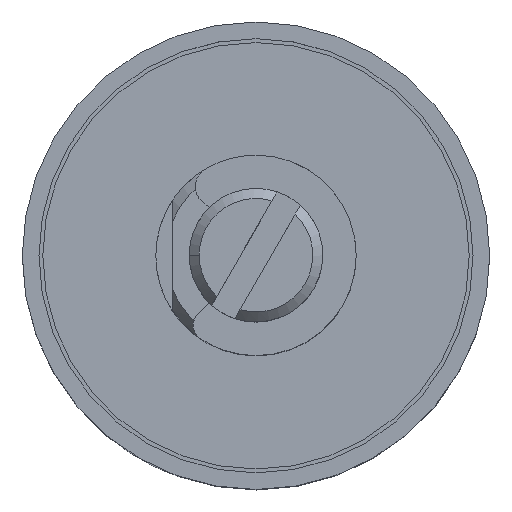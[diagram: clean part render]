
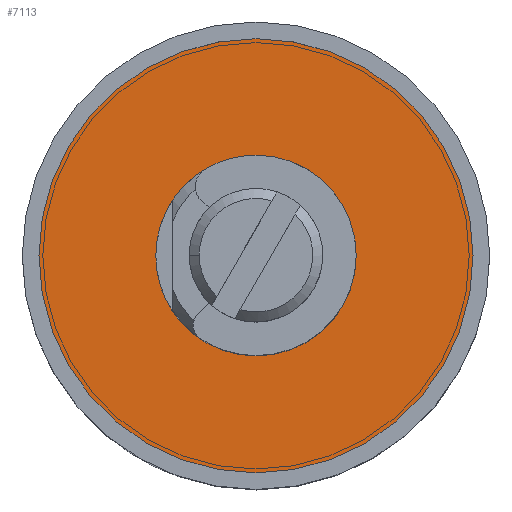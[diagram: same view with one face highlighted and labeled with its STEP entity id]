
A CAD part, top view. The second image highlights one B-rep face of the part: STEP entity #7113.
In plain terms, the highlighted planar face has unit normal (0, 0, 1).
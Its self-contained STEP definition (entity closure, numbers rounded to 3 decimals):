
#267 = VERTEX_POINT ( 'NONE', #479 ) ;
#375 = VERTEX_POINT ( 'NONE', #1398 ) ;
#417 = CARTESIAN_POINT ( 'NONE',  ( 3., 0., 0.5 ) ) ;
#479 = CARTESIAN_POINT ( 'NONE',  ( 6.5, 0., 0.5 ) ) ;
#1144 = PLANE ( 'NONE',  #4364 ) ;
#1328 = CARTESIAN_POINT ( 'NONE',  ( -3., 0., 0.5 ) ) ;
#1398 = CARTESIAN_POINT ( 'NONE',  ( 3., 0., 0.5 ) ) ;
#1563 = AXIS2_PLACEMENT_3D ( 'NONE', #9195, #5602, #6275 ) ;
#2394 = EDGE_LOOP ( 'NONE', ( #2591, #6809 ) ) ;
#2591 = ORIENTED_EDGE ( 'NONE', *, *, #8149, .T. ) ;
#2641 = CIRCLE ( 'NONE', #1563, 3. ) ;
#2874 = DIRECTION ( 'NONE',  ( -1., 0., 0. ) ) ;
#2900 = CARTESIAN_POINT ( 'NONE',  ( 0., 0., 0.5 ) ) ;
#3386 = CIRCLE ( 'NONE', #7664, 6.5 ) ;
#3510 = EDGE_CURVE ( 'NONE', #375, #7453, #4676, .T. ) ;
#4121 = DIRECTION ( 'NONE',  ( 0., 0., 1. ) ) ;
#4159 = AXIS2_PLACEMENT_3D ( 'NONE', #5543, #4121, #9087 ) ;
#4364 = AXIS2_PLACEMENT_3D ( 'NONE', #417, #6711, #7415 ) ;
#4374 = VERTEX_POINT ( 'NONE', #5912 ) ;
#4574 = EDGE_CURVE ( 'NONE', #4374, #267, #9118, .T. ) ;
#4676 = CIRCLE ( 'NONE', #5035, 3. ) ;
#4827 = FACE_OUTER_BOUND ( 'NONE', #2394, .T. ) ;
#5035 = AXIS2_PLACEMENT_3D ( 'NONE', #2900, #7783, #2874 ) ;
#5196 = ORIENTED_EDGE ( 'NONE', *, *, #3510, .T. ) ;
#5284 = CARTESIAN_POINT ( 'NONE',  ( 0., 0., 0.5 ) ) ;
#5398 = EDGE_CURVE ( 'NONE', #7453, #375, #2641, .T. ) ;
#5543 = CARTESIAN_POINT ( 'NONE',  ( 0., 0., 0.5 ) ) ;
#5602 = DIRECTION ( 'NONE',  ( 0., 0., -1. ) ) ;
#5912 = CARTESIAN_POINT ( 'NONE',  ( -6.5, 0., 0.5 ) ) ;
#5940 = FACE_BOUND ( 'NONE', #9026, .T. ) ;
#6275 = DIRECTION ( 'NONE',  ( -1., 0., 0. ) ) ;
#6711 = DIRECTION ( 'NONE',  ( 0., 0., 1. ) ) ;
#6809 = ORIENTED_EDGE ( 'NONE', *, *, #4574, .T. ) ;
#7113 = ADVANCED_FACE ( 'NONE', ( #5940, #4827 ), #1144, .T. ) ;
#7368 = ORIENTED_EDGE ( 'NONE', *, *, #5398, .T. ) ;
#7376 = DIRECTION ( 'NONE',  ( 0., 0., 1. ) ) ;
#7415 = DIRECTION ( 'NONE',  ( 1., 0., 0. ) ) ;
#7453 = VERTEX_POINT ( 'NONE', #1328 ) ;
#7664 = AXIS2_PLACEMENT_3D ( 'NONE', #5284, #7376, #8780 ) ;
#7783 = DIRECTION ( 'NONE',  ( 0., 0., -1. ) ) ;
#8149 = EDGE_CURVE ( 'NONE', #267, #4374, #3386, .T. ) ;
#8780 = DIRECTION ( 'NONE',  ( 1., 0., 0. ) ) ;
#9026 = EDGE_LOOP ( 'NONE', ( #7368, #5196 ) ) ;
#9087 = DIRECTION ( 'NONE',  ( 1., 0., 0. ) ) ;
#9118 = CIRCLE ( 'NONE', #4159, 6.5 ) ;
#9195 = CARTESIAN_POINT ( 'NONE',  ( 0., 0., 0.5 ) ) ;
